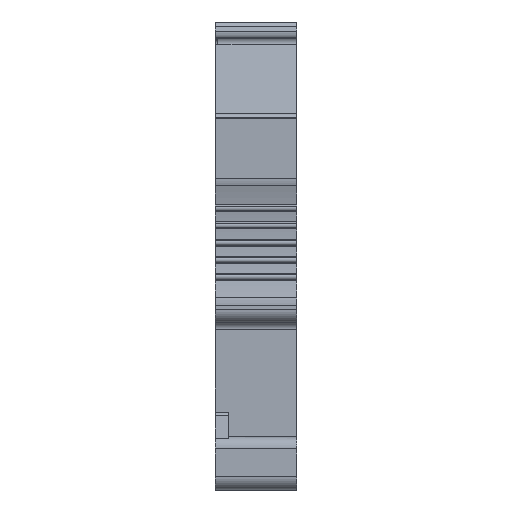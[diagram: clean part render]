
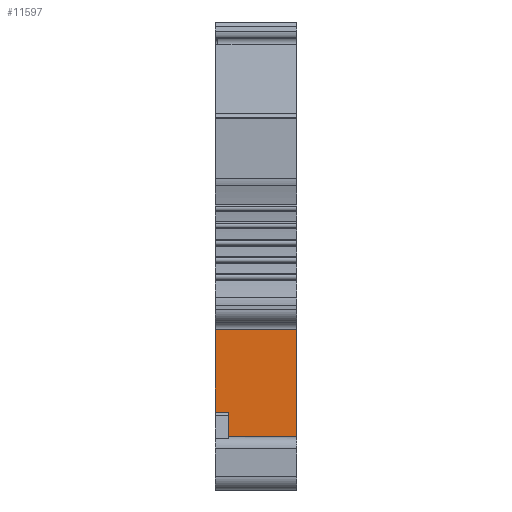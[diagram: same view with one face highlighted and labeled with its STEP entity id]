
A CAD part, left-side view. The second image highlights one B-rep face of the part: STEP entity #11597.
In plain terms, the highlighted planar face has unit normal (-1, 0, 0).
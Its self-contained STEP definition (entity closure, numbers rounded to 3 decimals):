
#2762=CARTESIAN_POINT('',(111.741,-18.611,12.1));
#2763=VERTEX_POINT('',#2762);
#2771=CARTESIAN_POINT('',(111.741,-18.611,2.5));
#2772=VERTEX_POINT('',#2771);
#2773=CARTESIAN_POINT('',(111.741,-18.611,2.5));
#2774=DIRECTION('',(0.,0.,1.));
#2775=VECTOR('',#2774,9.6);
#2776=LINE('',#2773,#2775);
#2777=EDGE_CURVE('',#2772,#2763,#2776,.T.);
#4177=CARTESIAN_POINT('',(111.741,-12.461,12.1));
#4178=VERTEX_POINT('',#4177);
#4186=CARTESIAN_POINT('',(111.741,-12.461,5.855));
#4187=VERTEX_POINT('',#4186);
#4188=CARTESIAN_POINT('',(111.741,-12.461,5.855));
#4189=DIRECTION('',(0.,0.,1.));
#4190=VECTOR('',#4189,6.245);
#4191=LINE('',#4188,#4190);
#4192=EDGE_CURVE('',#4187,#4178,#4191,.T.);
#7296=CARTESIAN_POINT('',(111.741,-13.461,5.855));
#7297=VERTEX_POINT('',#7296);
#7305=CARTESIAN_POINT('',(111.741,-13.461,2.5));
#7306=VERTEX_POINT('',#7305);
#7307=CARTESIAN_POINT('',(111.741,-13.461,5.855));
#7308=DIRECTION('',(0.,0.,-1.));
#7309=VECTOR('',#7308,3.355);
#7310=LINE('',#7307,#7309);
#7311=EDGE_CURVE('',#7297,#7306,#7310,.T.);
#7329=CARTESIAN_POINT('',(111.741,-12.461,5.855));
#7330=DIRECTION('',(0.,-1.,0.));
#7331=VECTOR('',#7330,1.);
#7332=LINE('',#7329,#7331);
#7333=EDGE_CURVE('',#4187,#7297,#7332,.T.);
#11570=CARTESIAN_POINT('',(111.741,-12.461,12.1));
#11571=DIRECTION('',(0.,-1.,0.));
#11572=VECTOR('',#11571,6.15);
#11573=LINE('',#11570,#11572);
#11574=EDGE_CURVE('',#4178,#2763,#11573,.T.);
#11579=CARTESIAN_POINT('',(111.741,-15.536,7.3));
#11580=DIRECTION('',(0.,0.,1.));
#11581=DIRECTION('',(1.,0.,0.));
#11582=AXIS2_PLACEMENT_3D('',#11579,#11581,#11580);
#11583=PLANE('',#11582);
#11584=ORIENTED_EDGE('',*,*,#2777,.F.);
#11585=CARTESIAN_POINT('',(111.741,-13.461,2.5));
#11586=DIRECTION('',(0.,-1.,0.));
#11587=VECTOR('',#11586,5.15);
#11588=LINE('',#11585,#11587);
#11589=EDGE_CURVE('',#7306,#2772,#11588,.T.);
#11590=ORIENTED_EDGE('E1050',*,*,#11589,.F.);
#11591=ORIENTED_EDGE('E1050',*,*,#7311,.F.);
#11592=ORIENTED_EDGE('E1050',*,*,#7333,.F.);
#11593=ORIENTED_EDGE('E1050',*,*,#4192,.T.);
#11594=ORIENTED_EDGE('E1050',*,*,#11574,.T.);
#11595=EDGE_LOOP('',(#11584,#11590,#11591,#11592,#11593,#11594));
#11596=FACE_OUTER_BOUND('',#11595,.F.);
#11597=ADVANCED_FACE('F324',(#11596),#11583,.F.);
